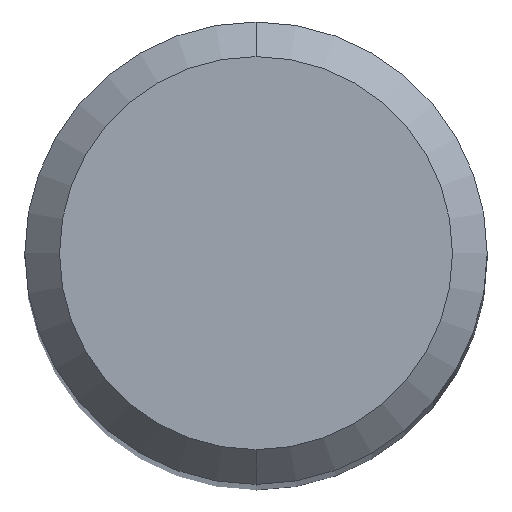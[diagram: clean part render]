
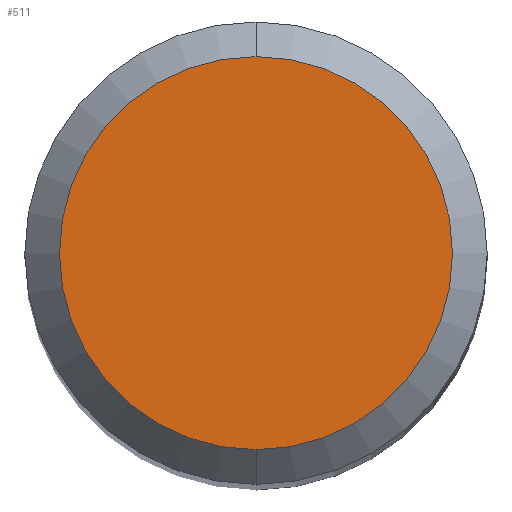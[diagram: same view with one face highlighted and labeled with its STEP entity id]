
A CAD part, top view. The second image highlights one B-rep face of the part: STEP entity #511.
In plain terms, the highlighted planar face has unit normal (0, 0, 1).
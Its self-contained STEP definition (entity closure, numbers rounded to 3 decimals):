
#383=EDGE_CURVE('',#441,#457,#761,.T.);
#429=EDGE_CURVE('',#457,#441,#813,.T.);
#441=VERTEX_POINT('',#827);
#457=VERTEX_POINT('',#844);
#511=ADVANCED_FACE('',(#905),#906,.T.);
#761=CIRCLE('',#1366,1.7);
#813=CIRCLE('',#1431,1.7);
#827=CARTESIAN_POINT('',(0.0,1.7,0.0));
#844=CARTESIAN_POINT('',(0.,-1.7,0.0));
#905=FACE_OUTER_BOUND('',#1611,.T.);
#906=PLANE('',#1612);
#1366=AXIS2_PLACEMENT_3D('',#1892,#1893,#1894);
#1431=AXIS2_PLACEMENT_3D('',#1955,#1956,#1957);
#1611=EDGE_LOOP('',(#2053,#2054));
#1612=AXIS2_PLACEMENT_3D('',#2055,#2056,#2057);
#1892=CARTESIAN_POINT('',(0.0,0.0,0.0));
#1893=DIRECTION('',(0.0,0.0,-1.0));
#1894=DIRECTION('',(0.0,1.0,0.0));
#1955=CARTESIAN_POINT('',(0.0,0.0,0.0));
#1956=DIRECTION('',(0.0,0.0,-1.0));
#1957=DIRECTION('',(0.0,1.0,0.0));
#2053=ORIENTED_EDGE('',*,*,#383,.F.);
#2054=ORIENTED_EDGE('',*,*,#429,.F.);
#2055=CARTESIAN_POINT('',(0.0,0.85,0.0));
#2056=DIRECTION('',(-0.0,0.0,1.0));
#2057=DIRECTION('',(0.0,-1.0,0.0));
